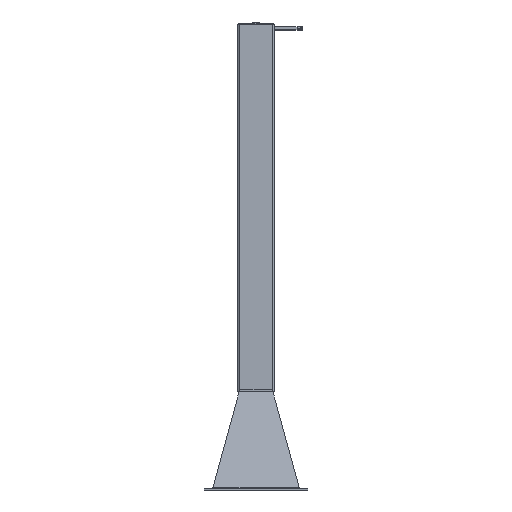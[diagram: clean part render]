
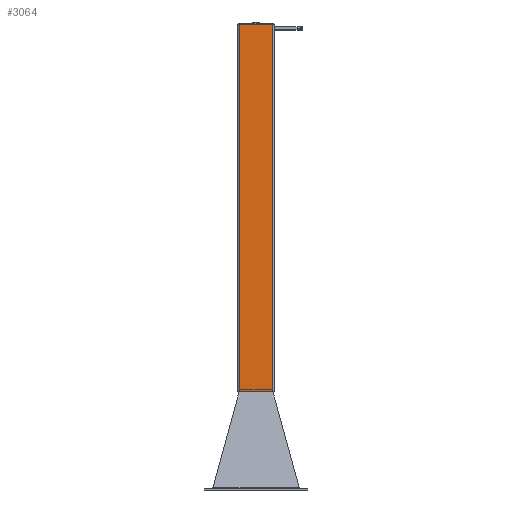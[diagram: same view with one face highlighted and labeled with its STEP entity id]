
A CAD part, left-side view. The second image highlights one B-rep face of the part: STEP entity #3064.
In plain terms, the highlighted planar face has unit normal (-1, 0, 0).
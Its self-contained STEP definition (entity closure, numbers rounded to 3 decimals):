
#3064=ADVANCED_FACE('',(#5420),#5421,.F.);
#5420=FACE_OUTER_BOUND('',#13495,.T.);
#5421=PLANE('',#13496);
#13495=EDGE_LOOP('',(#17922,#17923,#17924,#17925));
#13496=AXIS2_PLACEMENT_3D('',#17926,#17927,#17928);
#17922=ORIENTED_EDGE('',*,*,#19766,.F.);
#17923=ORIENTED_EDGE('',*,*,#19764,.T.);
#17924=ORIENTED_EDGE('',*,*,#19767,.T.);
#17925=ORIENTED_EDGE('',*,*,#19752,.T.);
#17926=CARTESIAN_POINT('',(-150.319,19.765,27.778));
#17927=DIRECTION('',(1.0,0.0,0.0));
#17928=DIRECTION('',(0.0,0.0,-1.0));
#19752=EDGE_CURVE('',#22163,#22160,#22164,.F.);
#19764=EDGE_CURVE('',#22179,#22183,#22185,.T.);
#19766=EDGE_CURVE('',#22179,#22160,#22187,.T.);
#19767=EDGE_CURVE('',#22183,#22163,#22188,.T.);
#22160=VERTEX_POINT('',#28528);
#22163=VERTEX_POINT('',#28531);
#22164=LINE('',#28532,#28533);
#22179=VERTEX_POINT('',#28551);
#22183=VERTEX_POINT('',#28556);
#22185=LINE('',#28558,#28559);
#22187=LINE('',#28561,#28562);
#22188=LINE('',#28563,#28564);
#28528=CARTESIAN_POINT('',(-150.319,-265.235,27.778));
#28531=CARTESIAN_POINT('',(-150.319,-265.235,-2972.222));
#28532=CARTESIAN_POINT('',(-150.319,-265.235,27.778));
#28533=VECTOR('',#30108,1.0);
#28551=CARTESIAN_POINT('',(-150.319,4.765,27.778));
#28556=CARTESIAN_POINT('',(-150.319,4.765,-2972.222));
#28558=CARTESIAN_POINT('',(-150.319,4.765,27.778));
#28559=VECTOR('',#30128,1.0);
#28561=CARTESIAN_POINT('',(-150.319,19.765,27.778));
#28562=VECTOR('',#30129,1.0);
#28563=CARTESIAN_POINT('',(-150.319,19.765,-2972.222));
#28564=VECTOR('',#30130,1.0);
#30108=DIRECTION('',(0.0,0.0,-1.0));
#30128=DIRECTION('',(0.0,0.0,-1.0));
#30129=DIRECTION('',(0.0,-1.0,0.0));
#30130=DIRECTION('',(0.0,-1.0,0.0));
